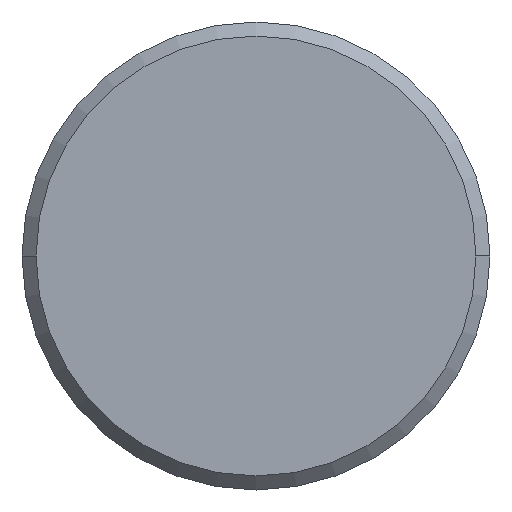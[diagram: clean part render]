
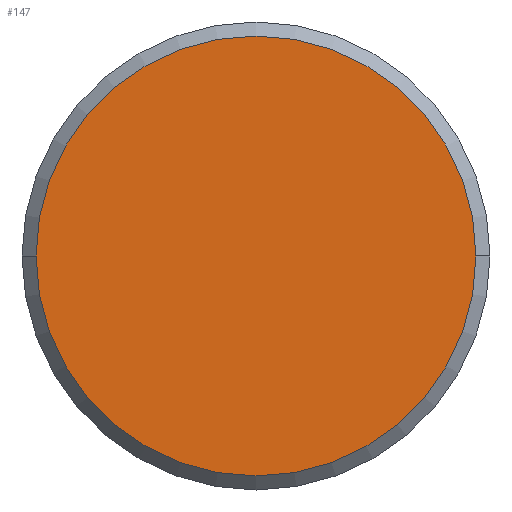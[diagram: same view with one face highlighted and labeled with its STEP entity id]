
A CAD part, left-side view. The second image highlights one B-rep face of the part: STEP entity #147.
In plain terms, the highlighted planar face has unit normal (-1, 0, 0).
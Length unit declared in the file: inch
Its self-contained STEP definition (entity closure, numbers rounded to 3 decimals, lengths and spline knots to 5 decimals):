
#32 = CARTESIAN_POINT ( 'NONE',  ( -1.65354, 0., 0. ) ) ;
#102 = DIRECTION ( 'NONE',  ( 0., 0., 1. ) ) ;
#104 = DIRECTION ( 'NONE',  ( -1., 0., 0. ) ) ;
#112 = CARTESIAN_POINT ( 'NONE',  ( -1.65354, 0.09252, 0. ) ) ;
#147 = ADVANCED_FACE ( 'NONE', ( #369 ), #156, .T. ) ;
#148 = CIRCLE ( 'NONE', #167, 0.18504 ) ;
#156 = PLANE ( 'NONE',  #264 ) ;
#167 = AXIS2_PLACEMENT_3D ( 'NONE', #247, #244, #243 ) ;
#243 = DIRECTION ( 'NONE',  ( 0., 1., 0. ) ) ;
#244 = DIRECTION ( 'NONE',  ( 1., 0., 0. ) ) ;
#246 = VERTEX_POINT ( 'NONE', #764 ) ;
#247 = CARTESIAN_POINT ( 'NONE',  ( -1.65354, 0., 0. ) ) ;
#264 = AXIS2_PLACEMENT_3D ( 'NONE', #112, #104, #102 ) ;
#267 = ORIENTED_EDGE ( 'NONE', *, *, #358, .F. ) ;
#275 = ORIENTED_EDGE ( 'NONE', *, *, #654, .F. ) ;
#291 = CARTESIAN_POINT ( 'NONE',  ( -1.65354, 0.18504, 0. ) ) ;
#303 = CIRCLE ( 'NONE', #615, 0.18504 ) ;
#328 = VERTEX_POINT ( 'NONE', #291 ) ;
#358 = EDGE_CURVE ( 'NONE', #328, #246, #303, .T. ) ;
#369 = FACE_OUTER_BOUND ( 'NONE', #598, .T. ) ;
#598 = EDGE_LOOP ( 'NONE', ( #267, #275 ) ) ;
#615 = AXIS2_PLACEMENT_3D ( 'NONE', #32, #682, #680 ) ;
#654 = EDGE_CURVE ( 'NONE', #246, #328, #148, .T. ) ;
#680 = DIRECTION ( 'NONE',  ( 0., 1., 0. ) ) ;
#682 = DIRECTION ( 'NONE',  ( 1., 0., 0. ) ) ;
#764 = CARTESIAN_POINT ( 'NONE',  ( -1.65354, -0.18504, 0. ) ) ;
